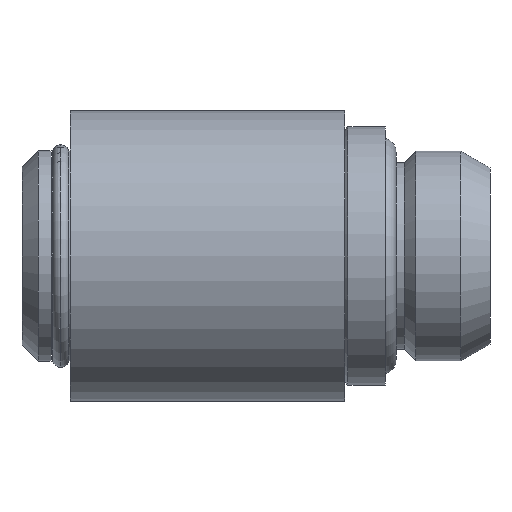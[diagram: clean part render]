
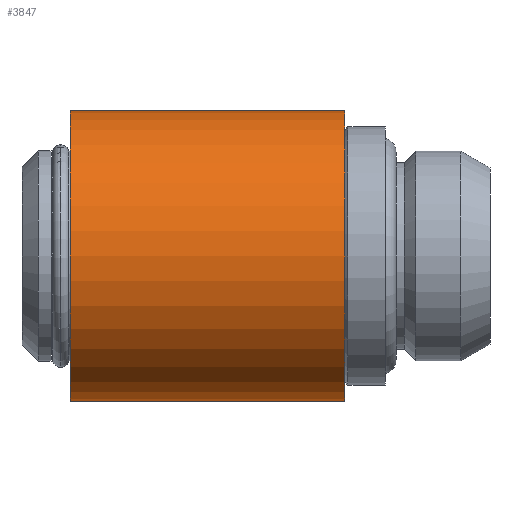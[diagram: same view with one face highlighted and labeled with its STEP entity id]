
A CAD part, left-side view. The second image highlights one B-rep face of the part: STEP entity #3847.
In plain terms, the highlighted cylindrical face has radius 9 mm (diameter 18 mm), a partial arc.
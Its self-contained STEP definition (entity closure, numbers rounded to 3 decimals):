
#18 = VERTEX_POINT ( 'NONE', #894 ) ;
#33 = EDGE_LOOP ( 'NONE', ( #1712, #1718, #1719, #1716 ) ) ;
#36 = VERTEX_POINT ( 'NONE', #901 ) ;
#37 = VERTEX_POINT ( 'NONE', #902 ) ;
#135 = VECTOR ( 'NONE', #3081, 1000. ) ;
#139 = VECTOR ( 'NONE', #400, 1000. ) ;
#151 = VERTEX_POINT ( 'NONE', #916 ) ;
#399 = CARTESIAN_POINT ( 'NONE',  ( 0., 32.086, 9. ) ) ;
#400 = DIRECTION ( 'NONE',  ( 0., 1., 0. ) ) ;
#781 = CARTESIAN_POINT ( 'NONE',  ( 0., 9., 0. ) ) ;
#782 = DIRECTION ( 'NONE',  ( 0., -1., 0. ) ) ;
#783 = DIRECTION ( 'NONE',  ( 0., 0., -1. ) ) ;
#784 = CARTESIAN_POINT ( 'NONE',  ( 0., 26., 0. ) ) ;
#785 = DIRECTION ( 'NONE',  ( 0., 1., 0. ) ) ;
#786 = DIRECTION ( 'NONE',  ( 0., 0., 1. ) ) ;
#894 = CARTESIAN_POINT ( 'NONE',  ( 0., 9., 9. ) ) ;
#901 = CARTESIAN_POINT ( 'NONE',  ( 0., 9., -9. ) ) ;
#902 = CARTESIAN_POINT ( 'NONE',  ( 0., 26., -9. ) ) ;
#916 = CARTESIAN_POINT ( 'NONE',  ( 0., 26., 9. ) ) ;
#1333 = LINE ( 'NONE', #399, #139 ) ;
#1338 = LINE ( 'NONE', #3080, #135 ) ;
#1712 = ORIENTED_EDGE ( 'NONE', *, *, #3578, .F. ) ;
#1716 = ORIENTED_EDGE ( 'NONE', *, *, #3687, .F. ) ;
#1718 = ORIENTED_EDGE ( 'NONE', *, *, #3686, .F. ) ;
#1719 = ORIENTED_EDGE ( 'NONE', *, *, #3569, .T. ) ;
#1998 = CIRCLE ( 'NONE', #2005, 9. ) ;
#2000 = CIRCLE ( 'NONE', #2007, 9. ) ;
#2005 = AXIS2_PLACEMENT_3D ( 'NONE', #781, #782, #783 ) ;
#2007 = AXIS2_PLACEMENT_3D ( 'NONE', #784, #785, #786 ) ;
#2332 = CARTESIAN_POINT ( 'NONE',  ( 0., 32.086, 0. ) ) ;
#2333 = DIRECTION ( 'NONE',  ( 0., 1., 0. ) ) ;
#2334 = DIRECTION ( 'NONE',  ( 0., 0., 1. ) ) ;
#2765 = AXIS2_PLACEMENT_3D ( 'NONE', #2332, #2333, #2334 ) ;
#2838 = FACE_OUTER_BOUND ( 'NONE', #33, .T. ) ;
#2839 = CYLINDRICAL_SURFACE ( 'NONE', #2765, 9. ) ;
#3080 = CARTESIAN_POINT ( 'NONE',  ( 0., 32.086, -9. ) ) ;
#3081 = DIRECTION ( 'NONE',  ( 0., 1., 0. ) ) ;
#3569 = EDGE_CURVE ( 'NONE', #18, #151, #1333, .T. ) ;
#3578 = EDGE_CURVE ( 'NONE', #36, #37, #1338, .T. ) ;
#3686 = EDGE_CURVE ( 'NONE', #18, #36, #1998, .T. ) ;
#3687 = EDGE_CURVE ( 'NONE', #37, #151, #2000, .T. ) ;
#3847 = ADVANCED_FACE ( 'NONE', ( #2838 ), #2839, .T. ) ;
